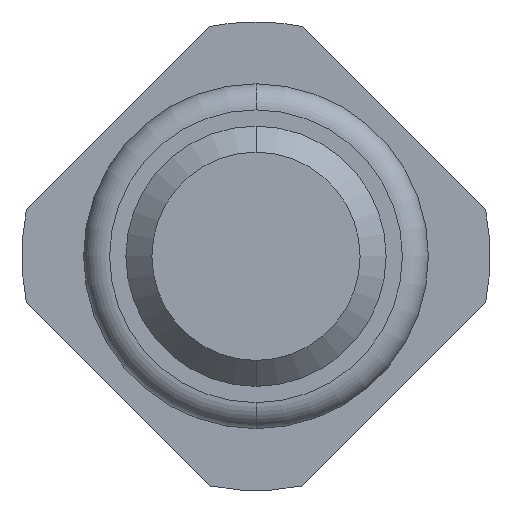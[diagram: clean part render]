
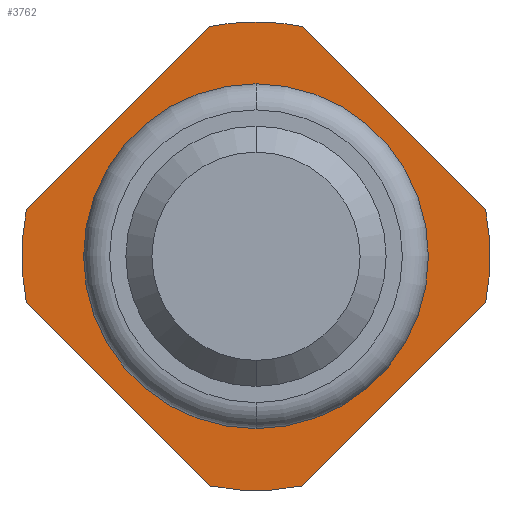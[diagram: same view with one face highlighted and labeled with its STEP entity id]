
A CAD part, front view. The second image highlights one B-rep face of the part: STEP entity #3762.
In plain terms, the highlighted planar face has unit normal (0, -1, 0).
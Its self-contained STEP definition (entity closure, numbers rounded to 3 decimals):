
#42 = FACE_BOUND ( 'NONE', #1359, .T. ) ;
#58 = DIRECTION ( 'NONE',  ( 0., 1., 0. ) ) ;
#117 = DIRECTION ( 'NONE',  ( -0.707, 0., 0.707 ) ) ;
#146 = DIRECTION ( 'NONE',  ( 0.707, 0., -0.707 ) ) ;
#168 = AXIS2_PLACEMENT_3D ( 'NONE', #3513, #602, #1587 ) ;
#175 = AXIS2_PLACEMENT_3D ( 'NONE', #608, #1536, #247 ) ;
#178 = DIRECTION ( 'NONE',  ( 0., 0., 1. ) ) ;
#210 = DIRECTION ( 'NONE',  ( 0.707, 0., 0.707 ) ) ;
#247 = DIRECTION ( 'NONE',  ( 0., 0., 1. ) ) ;
#290 = CARTESIAN_POINT ( 'NONE',  ( 0., -2., -1.325 ) ) ;
#337 = EDGE_CURVE ( 'Defeature ausgef�hrt3_17+Defeature ausgef�hrt3_0+Defeature ausgef�hrt3_3+Defeature ausgef�hrt3_2', #1910, #3722, #1063, .T. ) ;
#380 = ORIENTED_EDGE ( 'NONE', *, *, #3357, .T. ) ;
#393 = CIRCLE ( 'NONE', #1443, 1.8 ) ;
#414 = CIRCLE ( 'NONE', #168, 1.8 ) ;
#432 = ORIENTED_EDGE ( 'NONE', *, *, #2006, .F. ) ;
#454 = CARTESIAN_POINT ( 'NONE',  ( 1.961, -2., 0.161 ) ) ;
#471 = ORIENTED_EDGE ( 'NONE', *, *, #2094, .F. ) ;
#510 = EDGE_CURVE ( 'Defeature ausgef�hrt3_2+Defeature ausgef�hrt3_0+Defeature ausgef�hrt3_17+Defeature ausgef�hrt3_18', #3722, #979, #414, .T. ) ;
#600 = DIRECTION ( 'NONE',  ( 0., 1., 0. ) ) ;
#602 = DIRECTION ( 'NONE',  ( 0., 1., 0. ) ) ;
#604 = AXIS2_PLACEMENT_3D ( 'NONE', #2260, #600, #981 ) ;
#608 = CARTESIAN_POINT ( 'NONE',  ( 0., -2., 0. ) ) ;
#684 = FACE_OUTER_BOUND ( 'NONE', #3946, .T. ) ;
#745 = LINE ( 'NONE', #1799, #2631 ) ;
#764 = AXIS2_PLACEMENT_3D ( 'NONE', #1757, #4049, #178 ) ;
#805 = DIRECTION ( 'NONE',  ( 0., 0., 1. ) ) ;
#863 = ORIENTED_EDGE ( 'NONE', *, *, #2829, .F. ) ;
#878 = ORIENTED_EDGE ( 'NONE', *, *, #3237, .T. ) ;
#919 = ORIENTED_EDGE ( 'NONE', *, *, #2621, .F. ) ;
#979 = VERTEX_POINT ( 'NONE', #1939 ) ;
#981 = DIRECTION ( 'NONE',  ( 0., 0., 1. ) ) ;
#1063 = LINE ( 'NONE', #2124, #2446 ) ;
#1095 = LINE ( 'NONE', #3298, #2336 ) ;
#1134 = PLANE ( 'NONE',  #2729 ) ;
#1145 = CARTESIAN_POINT ( 'NONE',  ( 1.8, -2., 0. ) ) ;
#1273 = VERTEX_POINT ( 'NONE', #290 ) ;
#1333 = DIRECTION ( 'NONE',  ( 0., 1., 0. ) ) ;
#1348 = CARTESIAN_POINT ( 'NONE',  ( -0.357, -2., 1.764 ) ) ;
#1354 = CARTESIAN_POINT ( 'NONE',  ( 0., -2., 0. ) ) ;
#1359 = EDGE_LOOP ( 'NONE', ( #878, #380 ) ) ;
#1443 = AXIS2_PLACEMENT_3D ( 'NONE', #1489, #58, #2892 ) ;
#1459 = ORIENTED_EDGE ( 'NONE', *, *, #510, .F. ) ;
#1489 = CARTESIAN_POINT ( 'NONE',  ( 0., -2., 0. ) ) ;
#1536 = DIRECTION ( 'NONE',  ( 0., 1., 0. ) ) ;
#1567 = VERTEX_POINT ( 'NONE', #1793 ) ;
#1587 = DIRECTION ( 'NONE',  ( 0., 0., 1. ) ) ;
#1649 = VERTEX_POINT ( 'NONE', #1848 ) ;
#1662 = ORIENTED_EDGE ( 'NONE', *, *, #337, .F. ) ;
#1757 = CARTESIAN_POINT ( 'NONE',  ( 0., -2., 0. ) ) ;
#1787 = DIRECTION ( 'NONE',  ( -0.707, 0., -0.707 ) ) ;
#1793 = CARTESIAN_POINT ( 'NONE',  ( 0.357, -2., -1.764 ) ) ;
#1799 = CARTESIAN_POINT ( 'NONE',  ( 1.961, -2., -0.161 ) ) ;
#1819 = EDGE_CURVE ( 'Defeature ausgef�hrt3_15+Defeature ausgef�hrt3_0+Defeature ausgef�hrt3_1+Defeature ausgef�hrt3_4', #3733, #1567, #745, .T. ) ;
#1848 = CARTESIAN_POINT ( 'NONE',  ( 0., -2., 1.325 ) ) ;
#1855 = CARTESIAN_POINT ( 'NONE',  ( 0.357, -2., 1.764 ) ) ;
#1874 = VERTEX_POINT ( 'NONE', #1855 ) ;
#1910 = VERTEX_POINT ( 'NONE', #2509 ) ;
#1939 = CARTESIAN_POINT ( 'NONE',  ( 0., -2., 1.8 ) ) ;
#2006 = EDGE_CURVE ( 'Defeature ausgef�hrt3_2+Defeature ausgef�hrt3_0+Defeature ausgef�hrt3_17+Defeature ausgef�hrt3_18', #979, #1874, #3396, .T. ) ;
#2007 = VERTEX_POINT ( 'NONE', #3898 ) ;
#2028 = DIRECTION ( 'NONE',  ( 0., 0., 1. ) ) ;
#2037 = LINE ( 'NONE', #454, #3445 ) ;
#2094 = EDGE_CURVE ( 'Defeature ausgef�hrt3_16+Defeature ausgef�hrt3_0+Defeature ausgef�hrt3_4+Defeature ausgef�hrt3_3', #2610, #2007, #1095, .T. ) ;
#2124 = CARTESIAN_POINT ( 'NONE',  ( -0.161, -2., 1.961 ) ) ;
#2131 = CIRCLE ( 'NONE', #175, 1.325 ) ;
#2140 = EDGE_CURVE ( 'Defeature ausgef�hrt3_18+Defeature ausgef�hrt3_0+Defeature ausgef�hrt3_2+Defeature ausgef�hrt3_1', #1874, #2219, #2037, .T. ) ;
#2185 = CIRCLE ( 'NONE', #604, 1.8 ) ;
#2219 = VERTEX_POINT ( 'NONE', #3334 ) ;
#2239 = CIRCLE ( 'NONE', #764, 1.325 ) ;
#2260 = CARTESIAN_POINT ( 'NONE',  ( 0., -2., 0. ) ) ;
#2300 = CARTESIAN_POINT ( 'NONE',  ( 0., -2., 0. ) ) ;
#2336 = VECTOR ( 'NONE', #117, 1000. ) ;
#2446 = VECTOR ( 'NONE', #210, 1000. ) ;
#2509 = CARTESIAN_POINT ( 'NONE',  ( -1.764, -2., 0.357 ) ) ;
#2594 = CARTESIAN_POINT ( 'NONE',  ( 1.764, -2., -0.357 ) ) ;
#2610 = VERTEX_POINT ( 'NONE', #3594 ) ;
#2621 = EDGE_CURVE ( 'Defeature ausgef�hrt3_3+Defeature ausgef�hrt3_0+Defeature ausgef�hrt3_16+Defeature ausgef�hrt3_17', #2007, #1910, #3695, .T. ) ;
#2631 = VECTOR ( 'NONE', #1787, 1000. ) ;
#2729 = AXIS2_PLACEMENT_3D ( 'NONE', #1145, #3660, #805 ) ;
#2829 = EDGE_CURVE ( 'Defeature ausgef�hrt3_4+Defeature ausgef�hrt3_0+Defeature ausgef�hrt3_15+Defeature ausgef�hrt3_16', #1567, #2610, #393, .T. ) ;
#2892 = DIRECTION ( 'NONE',  ( 0., 0., 1. ) ) ;
#2916 = AXIS2_PLACEMENT_3D ( 'NONE', #1354, #3365, #3703 ) ;
#3045 = ORIENTED_EDGE ( 'NONE', *, *, #1819, .F. ) ;
#3097 = EDGE_CURVE ( 'Defeature ausgef�hrt3_1+Defeature ausgef�hrt3_0+Defeature ausgef�hrt3_18+Defeature ausgef�hrt3_15', #2219, #3733, #2185, .T. ) ;
#3218 = ORIENTED_EDGE ( 'NONE', *, *, #3097, .F. ) ;
#3237 = EDGE_CURVE ( 'Defeature ausgef�hrt3_0+Defeature ausgef�hrt3_12+Defeature ausgef�hrt3_12+Defeature ausgef�hrt3_12', #1649, #1273, #2239, .T. ) ;
#3298 = CARTESIAN_POINT ( 'NONE',  ( -0.161, -2., -1.961 ) ) ;
#3334 = CARTESIAN_POINT ( 'NONE',  ( 1.764, -2., 0.357 ) ) ;
#3357 = EDGE_CURVE ( 'Defeature ausgef�hrt3_0+Defeature ausgef�hrt3_12+Defeature ausgef�hrt3_12+Defeature ausgef�hrt3_12', #1273, #1649, #2131, .T. ) ;
#3365 = DIRECTION ( 'NONE',  ( 0., 1., 0. ) ) ;
#3396 = CIRCLE ( 'NONE', #4068, 1.8 ) ;
#3445 = VECTOR ( 'NONE', #146, 1000. ) ;
#3513 = CARTESIAN_POINT ( 'NONE',  ( 0., -2., 0. ) ) ;
#3594 = CARTESIAN_POINT ( 'NONE',  ( -0.357, -2., -1.764 ) ) ;
#3660 = DIRECTION ( 'NONE',  ( 0., 1., 0. ) ) ;
#3695 = CIRCLE ( 'NONE', #2916, 1.8 ) ;
#3703 = DIRECTION ( 'NONE',  ( 0., 0., 1. ) ) ;
#3715 = ORIENTED_EDGE ( 'NONE', *, *, #2140, .F. ) ;
#3722 = VERTEX_POINT ( 'NONE', #1348 ) ;
#3733 = VERTEX_POINT ( 'NONE', #2594 ) ;
#3762 = ADVANCED_FACE ( 'Defeature ausgef�hrt3_0', ( #42, #684 ), #1134, .F. ) ;
#3898 = CARTESIAN_POINT ( 'NONE',  ( -1.764, -2., -0.357 ) ) ;
#3946 = EDGE_LOOP ( 'NONE', ( #3715, #432, #1459, #1662, #919, #471, #863, #3045, #3218 ) ) ;
#4049 = DIRECTION ( 'NONE',  ( 0., 1., 0. ) ) ;
#4068 = AXIS2_PLACEMENT_3D ( 'NONE', #2300, #1333, #2028 ) ;
